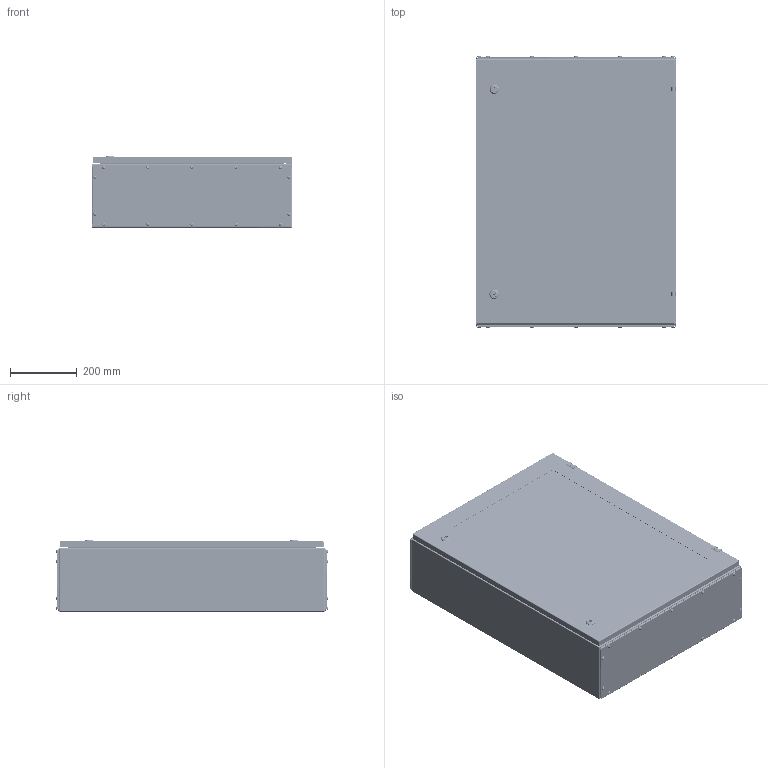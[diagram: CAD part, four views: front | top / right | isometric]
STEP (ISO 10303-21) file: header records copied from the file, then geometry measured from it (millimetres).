
FILE_DESCRIPTION (( 'STEP AP214' ), '1' );
FILE_NAME ('13.060.080.21.STEP', '2024-06-11T04:28:24', ( '' ), ( '' ), 'SwSTEP 2.0', 'SolidWorks 2021', '' );
FILE_SCHEMA (( 'AUTOMOTIVE_DESIGN' ));
Length unit declared in the file: millimetre
Products named in the file (28): 8SJ_MS705_0510.stp; Øïèëüêà ïðèâàðíàÿ Ì6õ20; 栺樏鋋 W600H800; Âèíò DIN 967 Ì5õ16 ñ ïîëóêðóãëîé ãîëîâêîé ñ êðåñòîîáðàçíûì øëèöåì; ﾇ瑟鶴 ﾀﾑ ms1000-3M.stp; ﾄ粢鮱 W600H800; Çàêëåïêà ðåçüáîâàÿ Ì8 øåñòèãðàííàÿ ñ óìåíüøåííûì áîðòîì; Áîëò Ì6õ10 ñ øåñòèãðàííîé ãîëîâêîé ñ ïðåññøàéáîé; Ñòåêëÿííàÿ äâåðü ÑÁ W600H800; SW6X8.stp; Øïèëüêà ïðèâàðíàÿ Ì6õ10; Çàêëåïêà ðåçüáîâàÿ Ì5 øåñòèãðàííàÿ ñ óìåíüøåííûì áîðòîì; 8SJ_MS705_0010.stp; Øïèëüêà ïðèâàðíàÿ Ì6õ15; 砑鳧罻 H800; 13.060.080.21; Ãàñêåòèíã W600H800; 8SJ_MS705_0760.stp; Ãàéêà M6 DIN6923.step; Ïåðåìû÷êà êàðêàñà W600; Ïðîêëàäêà êðûøêè W600D210; 8SJ_S1B_0001.stp; 砑鳧罻 W600; 8SJ_MS705-1_0040.stp; Êàðêàñ øêàôà W600H800D210; 署赅 W600D210; 嵑謺麃 檐; Êîðïóñ øêàôà W600H800D210
Assembly tree (128 placements, depth 4):
  13.060.080.21
    Êàðêàñ øêàôà W600H800D210
      Êîðïóñ øêàôà W600H800D210
      Ïåðåìû÷êà êàðêàñà W600  x2
      Øïèëüêà ïðèâàðíàÿ Ì6õ15  x8
      Øïèëüêà ïðèâàðíàÿ Ì6õ20  x4
    署赅 W600D210  x2
    Ïðîêëàäêà êðûøêè W600D210  x2
    Ñòåêëÿííàÿ äâåðü ÑÁ W600H800
      ﾄ粢鮱 W600H800
      Ãàñêåòèíã W600H800
      ﾇ瑟鶴 ﾀﾑ ms1000-3M.stp  x2
        8SJ_MS705_0010.stp
        8SJ_MS705_0510.stp
        8SJ_MS705_0760.stp
        8SJ_S1B_0001.stp
        8SJ_MS705-1_0040.stp
        SW6X8.stp
      Øïèëüêà ïðèâàðíàÿ Ì6õ10  x14
      栺樏鋋 W600H800
      Ãàéêà M6 DIN6923.step  x14
      砑鳧罻 H800  x2
      砑鳧罻 W600  x2
    嵑謺麃 檐  x2
    Áîëò Ì6õ10 ñ øåñòèãðàííîé ãîëîâêîé ñ ïðåññøàéáîé  x2
    Çàêëåïêà ðåçüáîâàÿ Ì5 øåñòèãðàííàÿ ñ óìåíüøåííûì áîðòîì  x28
    Âèíò DIN 967 Ì5õ16 ñ ïîëóêðóãëîé ãîëîâêîé ñ êðåñòîîáðàçíûì øëèöåì  x28
    Çàêëåïêà ðåçüáîâàÿ Ì8 øåñòèãðàííàÿ ñ óìåíüøåííûì áîðòîì  x4
Bounding box: 600 x 815.11 x 214.65 mm (x, y, z)
Volume: 3220266.6 mm3; surface area: 3975039.4 mm2
Topology: 128 solids, 140 shells, 6818 faces, 17232 edges, 10750 vertices
Faces by surface type: plane 2745, cylinder 2356, bspline 717, cone 464, torus 368, sphere 168
Entity records: 87342 total; most frequent: CARTESIAN_POINT 43409, ORIENTED_EDGE 9378, DIRECTION 7861, EDGE_CURVE 4695, VERTEX_POINT 2905, AXIS2_PLACEMENT_3D 2662, LINE 2537, VECTOR 2537
